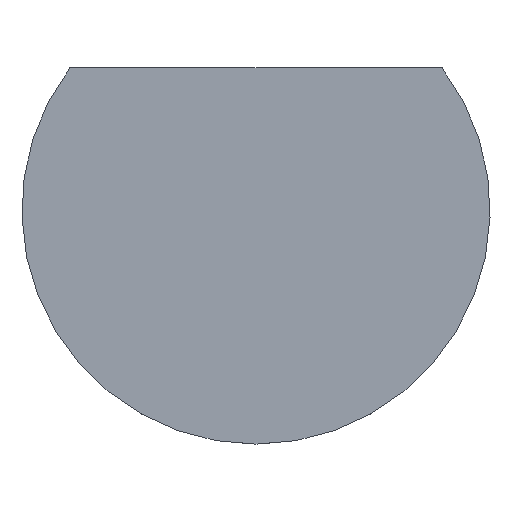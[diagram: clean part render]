
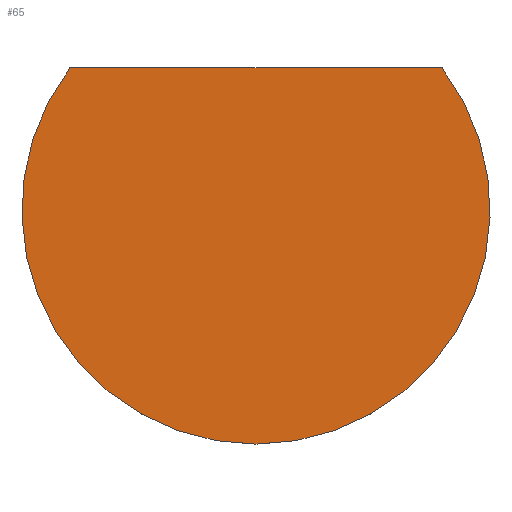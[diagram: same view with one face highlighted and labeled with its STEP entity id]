
A CAD part, top view. The second image highlights one B-rep face of the part: STEP entity #65.
In plain terms, the highlighted planar face has unit normal (0, 0, 1).
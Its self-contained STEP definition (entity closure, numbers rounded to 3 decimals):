
#20=PLANE('',#86);
#24=FACE_OUTER_BOUND('',#28,.T.);
#28=EDGE_LOOP('',(#58,#59));
#33=LINE('',#124,#37);
#37=VECTOR('',#104,10.);
#39=CIRCLE('',#84,35.9);
#42=VERTEX_POINT('',#117);
#43=VERTEX_POINT('',#119);
#46=EDGE_CURVE('',#43,#42,#39,.T.);
#49=EDGE_CURVE('',#42,#43,#33,.T.);
#58=ORIENTED_EDGE('',*,*,#49,.T.);
#59=ORIENTED_EDGE('',*,*,#46,.T.);
#65=ADVANCED_FACE('',(#24),#20,.T.);
#84=AXIS2_PLACEMENT_3D('',#120,#98,#99);
#86=AXIS2_PLACEMENT_3D('',#125,#105,#106);
#98=DIRECTION('center_axis',(0.,0.,1.));
#99=DIRECTION('ref_axis',(1.,0.,0.));
#104=DIRECTION('',(-1.,0.,0.));
#105=DIRECTION('center_axis',(0.,0.,1.));
#106=DIRECTION('ref_axis',(1.,0.,0.));
#117=CARTESIAN_POINT('',(28.523,21.8,2.));
#119=CARTESIAN_POINT('',(-28.523,21.8,2.));
#120=CARTESIAN_POINT('Origin',(0.,0.,2.));
#124=CARTESIAN_POINT('',(0.,21.8,2.));
#125=CARTESIAN_POINT('Origin',(0.,-7.05,2.));
